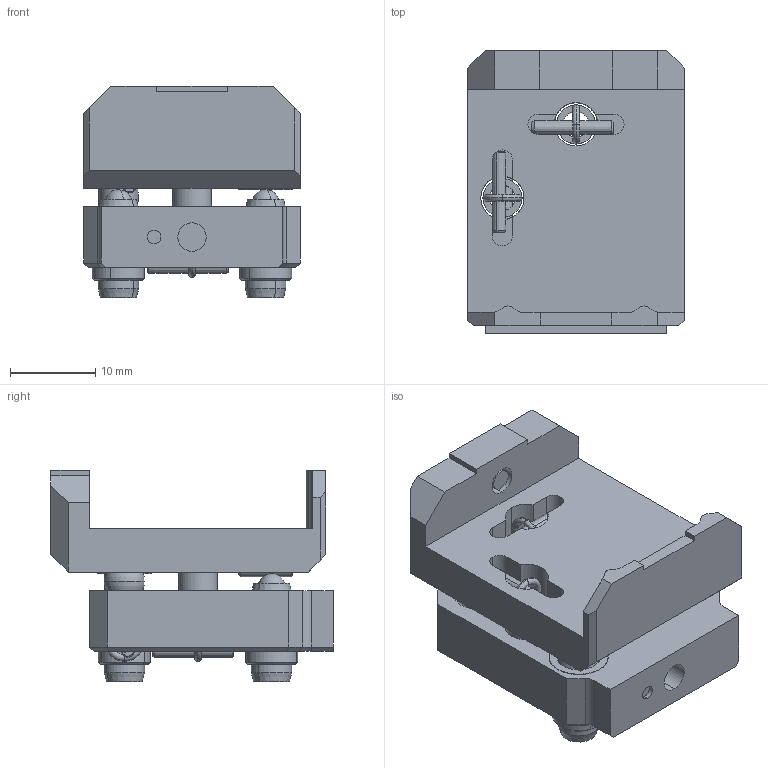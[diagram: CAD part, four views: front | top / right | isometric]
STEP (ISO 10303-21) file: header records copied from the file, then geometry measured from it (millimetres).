
FILE_DESCRIPTION (( 'STEP AP214' ), '1' );
FILE_NAME ('TTN191587-E0W.STEP', '2019-08-29T17:45:21', ( '' ), ( '' ), 'SwSTEP 2.0', 'SolidWorks 2018', '' );
FILE_SCHEMA (( 'AUTOMOTIVE_DESIGN' ));
Length unit declared in the file: inch
Products named in the file (1): TTN191587-E0W
Bounding box: 25.4 x 33.15 x 24.86 mm (x, y, z)
Volume: 9642.6 mm3; surface area: 7814.1 mm2
Topology: 19 solids, 19 shells, 624 faces, 1562 edges, 984 vertices
Faces by surface type: plane 320, cylinder 100, cone 84, bspline 84, torus 26, sphere 10
Entity records: 28256 total; most frequent: CARTESIAN_POINT 5491, ORIENTED_EDGE 3044, DIRECTION 2778, EDGE_CURVE 1522, VERTEX_POINT 978, VECTOR 968, LINE 968, AXIS2_PLACEMENT_3D 905
